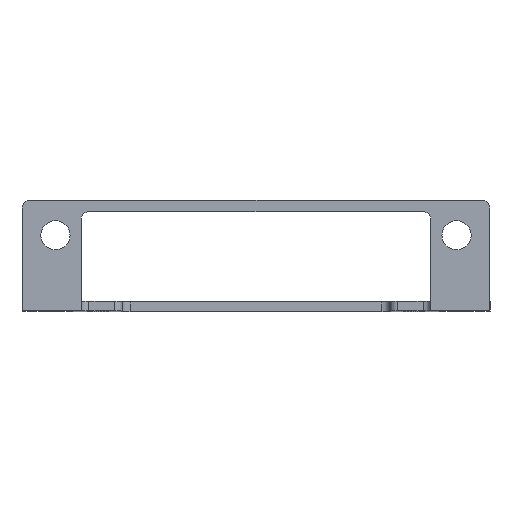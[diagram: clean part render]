
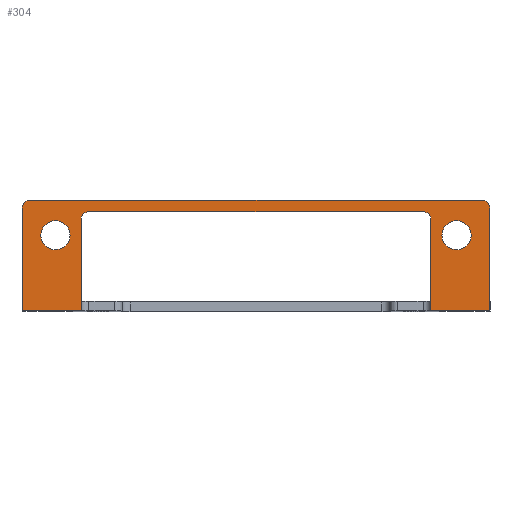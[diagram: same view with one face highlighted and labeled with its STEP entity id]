
A CAD part, top view. The second image highlights one B-rep face of the part: STEP entity #304.
In plain terms, the highlighted planar face has unit normal (0, 0, 1).
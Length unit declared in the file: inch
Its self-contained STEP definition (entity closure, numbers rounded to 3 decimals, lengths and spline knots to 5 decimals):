
#21 = DIRECTION ( 'NONE',  ( 1., 0., 0. ) ) ;
#36 = ORIENTED_EDGE ( 'NONE', *, *, #355, .T. ) ;
#42 = DIRECTION ( 'NONE',  ( 0., 0., 1. ) ) ;
#44 = CARTESIAN_POINT ( 'NONE',  ( 1.455, -0.402, 2.4375 ) ) ;
#51 = VERTEX_POINT ( 'NONE', #471 ) ;
#52 = EDGE_CURVE ( 'NONE', #1432, #1205, #1061, .T. ) ;
#64 = ORIENTED_EDGE ( 'NONE', *, *, #1599, .T. ) ;
#73 = EDGE_CURVE ( 'NONE', #341, #1334, #808, .T. ) ;
#75 = VECTOR ( 'NONE', #215, 39.37008 ) ;
#77 = AXIS2_PLACEMENT_3D ( 'NONE', #1004, #996, #991 ) ;
#80 = ORIENTED_EDGE ( 'NONE', *, *, #409, .T. ) ;
#95 = CARTESIAN_POINT ( 'NONE',  ( 1.505, -1.001, 2.4375 ) ) ;
#118 = DIRECTION ( 'NONE',  ( 1., 0., 0. ) ) ;
#122 = DIRECTION ( 'NONE',  ( 0., 0., 1. ) ) ;
#163 = EDGE_CURVE ( 'NONE', #1709, #1154, #852, .T. ) ;
#186 = CARTESIAN_POINT ( 'NONE',  ( -1.455, -0.402, 2.4375 ) ) ;
#189 = LINE ( 'NONE', #1193, #75 ) ;
#199 = LINE ( 'NONE', #1476, #314 ) ;
#215 = DIRECTION ( 'NONE',  ( 1., 0., 0. ) ) ;
#250 = CIRCLE ( 'NONE', #1121, 0.09375 ) ;
#265 = CARTESIAN_POINT ( 'NONE',  ( -1.505, -1.0635, 2.4375 ) ) ;
#304 = ADVANCED_FACE ( 'NONE', ( #1251, #1669, #1614 ), #814, .T. ) ;
#314 = VECTOR ( 'NONE', #1454, 39.37008 ) ;
#315 = CARTESIAN_POINT ( 'NONE',  ( -1.38375, -0.577, 2.4375 ) ) ;
#322 = CARTESIAN_POINT ( 'NONE',  ( -1.505, -0.402, 2.4375 ) ) ;
#341 = VERTEX_POINT ( 'NONE', #817 ) ;
#355 = EDGE_CURVE ( 'NONE', #51, #1008, #189, .T. ) ;
#370 = CARTESIAN_POINT ( 'NONE',  ( 1.505, -0.402, 2.4375 ) ) ;
#383 = VECTOR ( 'NONE', #1690, 39.37008 ) ;
#409 = EDGE_CURVE ( 'NONE', #1309, #1106, #551, .T. ) ;
#416 = CARTESIAN_POINT ( 'NONE',  ( 1.455, -0.352, 2.4375 ) ) ;
#422 = AXIS2_PLACEMENT_3D ( 'NONE', #727, #687, #666 ) ;
#424 = LINE ( 'NONE', #770, #383 ) ;
#460 = EDGE_CURVE ( 'NONE', #1562, #1309, #514, .T. ) ;
#471 = CARTESIAN_POINT ( 'NONE',  ( -1.075, -0.426, 2.4375 ) ) ;
#491 = VECTOR ( 'NONE', #1679, 39.37008 ) ;
#514 = LINE ( 'NONE', #1674, #491 ) ;
#520 = AXIS2_PLACEMENT_3D ( 'NONE', #545, #1011, #1682 ) ;
#523 = LINE ( 'NONE', #95, #1610 ) ;
#532 = DIRECTION ( 'NONE',  ( 0., -1., 0. ) ) ;
#535 = DIRECTION ( 'NONE',  ( 1., 0., 0. ) ) ;
#542 = DIRECTION ( 'NONE',  ( 0., 0., 1. ) ) ;
#545 = CARTESIAN_POINT ( 'NONE',  ( -1.29, -0.577, 2.4375 ) ) ;
#551 = CIRCLE ( 'NONE', #1331, 0.05 ) ;
#552 = CARTESIAN_POINT ( 'NONE',  ( -1.29, -0.577, 2.4375 ) ) ;
#559 = EDGE_CURVE ( 'NONE', #880, #1334, #199, .T. ) ;
#560 = AXIS2_PLACEMENT_3D ( 'NONE', #552, #542, #535 ) ;
#562 = CARTESIAN_POINT ( 'NONE',  ( -1.505, -1.001, 2.4375 ) ) ;
#617 = CIRCLE ( 'NONE', #904, 0.09375 ) ;
#635 = AXIS2_PLACEMENT_3D ( 'NONE', #44, #42, #21 ) ;
#666 = DIRECTION ( 'NONE',  ( 1., 0., 0. ) ) ;
#671 = CARTESIAN_POINT ( 'NONE',  ( -1.505, -1.0635, 2.4375 ) ) ;
#675 = DIRECTION ( 'NONE',  ( -1., 0., 0. ) ) ;
#687 = DIRECTION ( 'NONE',  ( 0., 0., 1. ) ) ;
#692 = EDGE_CURVE ( 'NONE', #1432, #1404, #424, .T. ) ;
#696 = CIRCLE ( 'NONE', #560, 0.09375 ) ;
#727 = CARTESIAN_POINT ( 'NONE',  ( -1.505, -1.001, 2.4375 ) ) ;
#741 = CIRCLE ( 'NONE', #77, 0.05 ) ;
#758 = CARTESIAN_POINT ( 'NONE',  ( -1.125, -1.0635, 2.4375 ) ) ;
#770 = CARTESIAN_POINT ( 'NONE',  ( -1.125, -0.426, 2.4375 ) ) ;
#778 = DIRECTION ( 'NONE',  ( 0., -1., 0. ) ) ;
#808 = LINE ( 'NONE', #1226, #1694 ) ;
#814 = PLANE ( 'NONE',  #422 ) ;
#817 = CARTESIAN_POINT ( 'NONE',  ( 1.125, -0.476, 2.4375 ) ) ;
#842 = EDGE_LOOP ( 'NONE', ( #1066, #64, #1170, #80, #1081, #1128, #1027, #858, #36, #1134, #1179, #1160 ) ) ;
#852 = CIRCLE ( 'NONE', #520, 0.09375 ) ;
#858 = ORIENTED_EDGE ( 'NONE', *, *, #1464, .T. ) ;
#880 = VERTEX_POINT ( 'NONE', #1238 ) ;
#904 = AXIS2_PLACEMENT_3D ( 'NONE', #1026, #1012, #1244 ) ;
#915 = CARTESIAN_POINT ( 'NONE',  ( 1.19625, -0.577, 2.4375 ) ) ;
#941 = EDGE_CURVE ( 'NONE', #1106, #1205, #1645, .T. ) ;
#944 = EDGE_CURVE ( 'NONE', #1604, #880, #523, .T. ) ;
#955 = CARTESIAN_POINT ( 'NONE',  ( -1.125, -0.476, 2.4375 ) ) ;
#960 = EDGE_LOOP ( 'NONE', ( #1448, #1039 ) ) ;
#961 = VERTEX_POINT ( 'NONE', #1040 ) ;
#966 = EDGE_CURVE ( 'NONE', #1008, #341, #1728, .T. ) ;
#991 = DIRECTION ( 'NONE',  ( 1., 0., 0. ) ) ;
#996 = DIRECTION ( 'NONE',  ( 0., 0., -1. ) ) ;
#1004 = CARTESIAN_POINT ( 'NONE',  ( -1.075, -0.476, 2.4375 ) ) ;
#1008 = VERTEX_POINT ( 'NONE', #1206 ) ;
#1011 = DIRECTION ( 'NONE',  ( 0., 0., 1. ) ) ;
#1012 = DIRECTION ( 'NONE',  ( 0., 0., 1. ) ) ;
#1026 = CARTESIAN_POINT ( 'NONE',  ( 1.29, -0.577, 2.4375 ) ) ;
#1027 = ORIENTED_EDGE ( 'NONE', *, *, #692, .T. ) ;
#1039 = ORIENTED_EDGE ( 'NONE', *, *, #1074, .F. ) ;
#1040 = CARTESIAN_POINT ( 'NONE',  ( 1.38375, -0.577, 2.4375 ) ) ;
#1061 = LINE ( 'NONE', #671, #1692 ) ;
#1066 = ORIENTED_EDGE ( 'NONE', *, *, #944, .F. ) ;
#1074 = EDGE_CURVE ( 'NONE', #961, #1538, #617, .T. ) ;
#1081 = ORIENTED_EDGE ( 'NONE', *, *, #941, .T. ) ;
#1100 = DIRECTION ( 'NONE',  ( 0., 0., 1. ) ) ;
#1106 = VERTEX_POINT ( 'NONE', #322 ) ;
#1121 = AXIS2_PLACEMENT_3D ( 'NONE', #1373, #1100, #1156 ) ;
#1128 = ORIENTED_EDGE ( 'NONE', *, *, #52, .F. ) ;
#1133 = EDGE_LOOP ( 'NONE', ( #1285, #1456 ) ) ;
#1134 = ORIENTED_EDGE ( 'NONE', *, *, #966, .T. ) ;
#1148 = DIRECTION ( 'NONE',  ( 1., 0., 0. ) ) ;
#1150 = DIRECTION ( 'NONE',  ( 0., 0., -1. ) ) ;
#1154 = VERTEX_POINT ( 'NONE', #315 ) ;
#1156 = DIRECTION ( 'NONE',  ( 1., 0., 0. ) ) ;
#1157 = CARTESIAN_POINT ( 'NONE',  ( 1.075, -0.476, 2.4375 ) ) ;
#1160 = ORIENTED_EDGE ( 'NONE', *, *, #559, .F. ) ;
#1170 = ORIENTED_EDGE ( 'NONE', *, *, #460, .T. ) ;
#1179 = ORIENTED_EDGE ( 'NONE', *, *, #73, .T. ) ;
#1193 = CARTESIAN_POINT ( 'NONE',  ( 1.125, -0.426, 2.4375 ) ) ;
#1205 = VERTEX_POINT ( 'NONE', #265 ) ;
#1206 = CARTESIAN_POINT ( 'NONE',  ( 1.075, -0.426, 2.4375 ) ) ;
#1226 = CARTESIAN_POINT ( 'NONE',  ( 1.125, -0.426, 2.4375 ) ) ;
#1238 = CARTESIAN_POINT ( 'NONE',  ( 1.505, -1.0635, 2.4375 ) ) ;
#1244 = DIRECTION ( 'NONE',  ( 1., 0., 0. ) ) ;
#1251 = FACE_BOUND ( 'NONE', #960, .T. ) ;
#1285 = ORIENTED_EDGE ( 'NONE', *, *, #1500, .F. ) ;
#1295 = CARTESIAN_POINT ( 'NONE',  ( -1.19625, -0.577, 2.4375 ) ) ;
#1309 = VERTEX_POINT ( 'NONE', #1503 ) ;
#1331 = AXIS2_PLACEMENT_3D ( 'NONE', #186, #122, #118 ) ;
#1334 = VERTEX_POINT ( 'NONE', #1376 ) ;
#1373 = CARTESIAN_POINT ( 'NONE',  ( 1.29, -0.577, 2.4375 ) ) ;
#1376 = CARTESIAN_POINT ( 'NONE',  ( 1.125, -1.0635, 2.4375 ) ) ;
#1397 = DIRECTION ( 'NONE',  ( 0., -1., 0. ) ) ;
#1404 = VERTEX_POINT ( 'NONE', #955 ) ;
#1432 = VERTEX_POINT ( 'NONE', #758 ) ;
#1448 = ORIENTED_EDGE ( 'NONE', *, *, #1661, .F. ) ;
#1454 = DIRECTION ( 'NONE',  ( -1., 0., 0. ) ) ;
#1456 = ORIENTED_EDGE ( 'NONE', *, *, #163, .F. ) ;
#1464 = EDGE_CURVE ( 'NONE', #1404, #51, #741, .T. ) ;
#1476 = CARTESIAN_POINT ( 'NONE',  ( -1.505, -1.0635, 2.4375 ) ) ;
#1500 = EDGE_CURVE ( 'NONE', #1154, #1709, #696, .T. ) ;
#1503 = CARTESIAN_POINT ( 'NONE',  ( -1.455, -0.352, 2.4375 ) ) ;
#1538 = VERTEX_POINT ( 'NONE', #915 ) ;
#1562 = VERTEX_POINT ( 'NONE', #416 ) ;
#1599 = EDGE_CURVE ( 'NONE', #1604, #1562, #1698, .T. ) ;
#1604 = VERTEX_POINT ( 'NONE', #370 ) ;
#1610 = VECTOR ( 'NONE', #532, 39.37008 ) ;
#1614 = FACE_OUTER_BOUND ( 'NONE', #842, .T. ) ;
#1627 = VECTOR ( 'NONE', #778, 39.37008 ) ;
#1645 = LINE ( 'NONE', #562, #1627 ) ;
#1661 = EDGE_CURVE ( 'NONE', #1538, #961, #250, .T. ) ;
#1669 = FACE_BOUND ( 'NONE', #1133, .T. ) ;
#1674 = CARTESIAN_POINT ( 'NONE',  ( 1.505, -0.352, 2.4375 ) ) ;
#1679 = DIRECTION ( 'NONE',  ( -1., 0., 0. ) ) ;
#1682 = DIRECTION ( 'NONE',  ( 1., 0., 0. ) ) ;
#1690 = DIRECTION ( 'NONE',  ( 0., 1., 0. ) ) ;
#1692 = VECTOR ( 'NONE', #675, 39.37008 ) ;
#1694 = VECTOR ( 'NONE', #1397, 39.37008 ) ;
#1698 = CIRCLE ( 'NONE', #635, 0.05 ) ;
#1702 = AXIS2_PLACEMENT_3D ( 'NONE', #1157, #1150, #1148 ) ;
#1709 = VERTEX_POINT ( 'NONE', #1295 ) ;
#1728 = CIRCLE ( 'NONE', #1702, 0.05 ) ;
